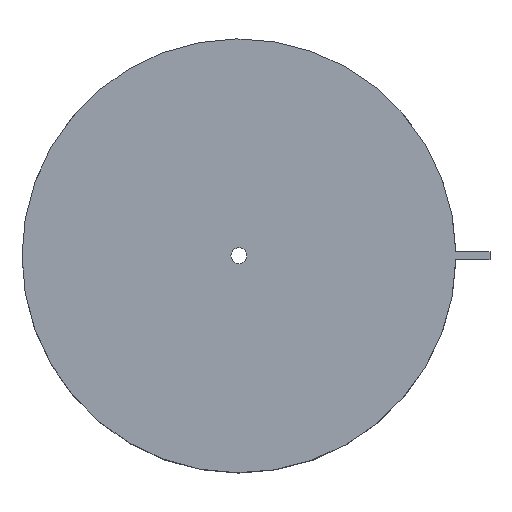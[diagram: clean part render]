
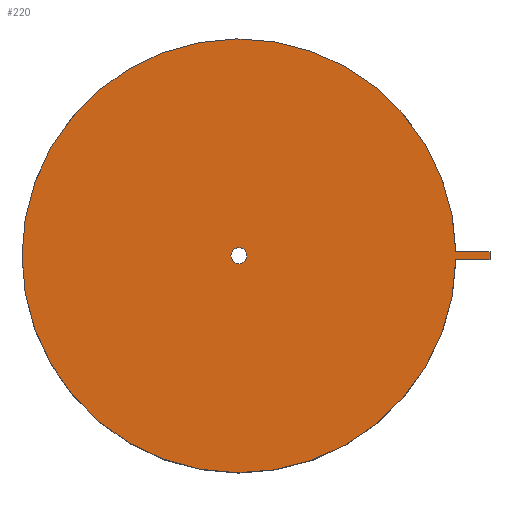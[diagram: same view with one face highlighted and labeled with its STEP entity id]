
A CAD part, top view. The second image highlights one B-rep face of the part: STEP entity #220.
In plain terms, the highlighted planar face has unit normal (0, 0, 1).
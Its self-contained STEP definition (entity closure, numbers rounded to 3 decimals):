
#18=FACE_BOUND('',#67,.T.);
#31=CIRCLE('',#251,1.);
#35=CIRCLE('',#258,27.22);
#36=CIRCLE('',#259,27.22);
#49=FACE_OUTER_BOUND('',#66,.T.);
#66=EDGE_LOOP('',(#191,#192,#193,#194,#195));
#67=EDGE_LOOP('',(#196));
#70=LINE('',#335,#85);
#74=LINE('',#343,#89);
#77=LINE('',#349,#92);
#85=VECTOR('',#266,10.);
#89=VECTOR('',#272,10.);
#92=VECTOR('',#277,10.);
#100=VERTEX_POINT('',#333);
#101=VERTEX_POINT('',#334);
#104=VERTEX_POINT('',#342);
#106=VERTEX_POINT('',#348);
#113=VERTEX_POINT('',#372);
#117=VERTEX_POINT('',#385);
#118=EDGE_CURVE('',#100,#101,#70,.T.);
#122=EDGE_CURVE('',#101,#104,#74,.T.);
#125=EDGE_CURVE('',#106,#100,#77,.T.);
#136=EDGE_CURVE('',#113,#113,#31,.T.);
#142=EDGE_CURVE('',#117,#106,#35,.T.);
#144=EDGE_CURVE('',#104,#117,#36,.T.);
#191=ORIENTED_EDGE('',*,*,#144,.T.);
#192=ORIENTED_EDGE('',*,*,#142,.T.);
#193=ORIENTED_EDGE('',*,*,#125,.T.);
#194=ORIENTED_EDGE('',*,*,#118,.T.);
#195=ORIENTED_EDGE('',*,*,#122,.T.);
#196=ORIENTED_EDGE('',*,*,#136,.T.);
#206=PLANE('',#260);
#220=ADVANCED_FACE('',(#49,#18),#206,.T.);
#251=AXIS2_PLACEMENT_3D('',#373,#306,#307);
#258=AXIS2_PLACEMENT_3D('',#386,#322,#323);
#259=AXIS2_PLACEMENT_3D('',#388,#325,#326);
#260=AXIS2_PLACEMENT_3D('',#389,#327,#328);
#266=DIRECTION('',(0.,1.,0.));
#272=DIRECTION('',(-1.,0.,0.));
#277=DIRECTION('',(1.,0.,0.));
#306=DIRECTION('center_axis',(0.,0.,-1.));
#307=DIRECTION('ref_axis',(1.,0.,0.));
#322=DIRECTION('center_axis',(0.,0.,1.));
#323=DIRECTION('ref_axis',(1.,0.,0.));
#325=DIRECTION('center_axis',(0.,0.,1.));
#326=DIRECTION('ref_axis',(1.,0.,0.));
#327=DIRECTION('center_axis',(0.,0.,1.));
#328=DIRECTION('ref_axis',(1.,0.,0.));
#333=CARTESIAN_POINT('',(37.,-0.5,29.));
#334=CARTESIAN_POINT('',(37.,0.5,29.));
#335=CARTESIAN_POINT('',(37.,-0.5,29.));
#342=CARTESIAN_POINT('',(32.715,0.5,29.));
#343=CARTESIAN_POINT('',(37.,0.5,29.));
#348=CARTESIAN_POINT('',(32.715,-0.5,29.));
#349=CARTESIAN_POINT('',(30.,-0.5,29.));
#372=CARTESIAN_POINT('',(4.5,0.,29.));
#373=CARTESIAN_POINT('Origin',(5.5,0.,29.));
#385=CARTESIAN_POINT('',(-21.72,0.,29.));
#386=CARTESIAN_POINT('Origin',(5.5,0.,29.));
#388=CARTESIAN_POINT('Origin',(5.5,0.,29.));
#389=CARTESIAN_POINT('Origin',(5.5,0.,29.));
